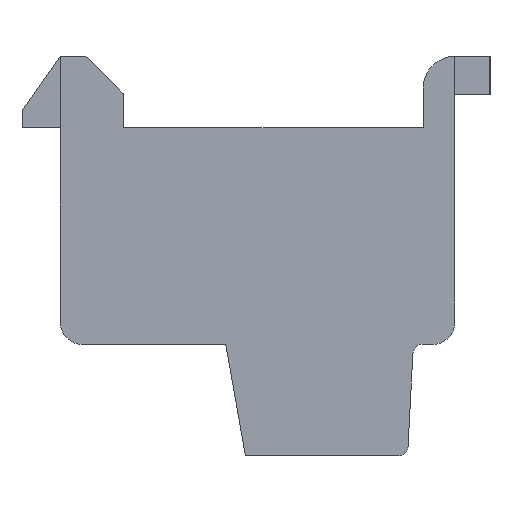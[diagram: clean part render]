
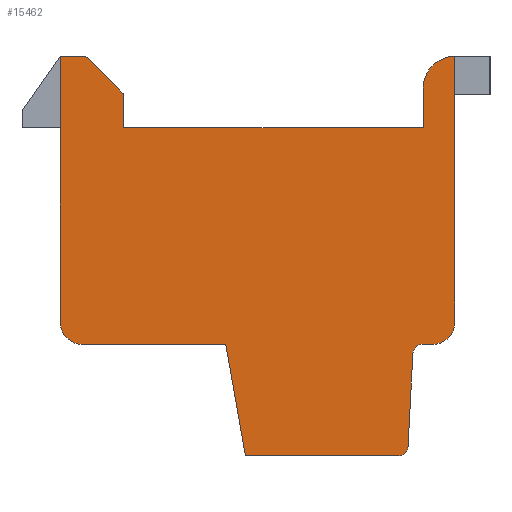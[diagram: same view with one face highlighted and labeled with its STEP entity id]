
A CAD part, left-side view. The second image highlights one B-rep face of the part: STEP entity #15462.
In plain terms, the highlighted planar face has unit normal (-1, 0, 0).
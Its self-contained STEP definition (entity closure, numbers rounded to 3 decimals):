
#1=CARTESIAN_POINT('',(0.,-5.55,-2.075));
#2=DIRECTION('',(1.,0.,0.));
#3=DIRECTION('',(0.,-1.,0.));
#4=AXIS2_PLACEMENT_3D('',#1,#2,#3);
#6=DIRECTION('',(0.,1.,0.));
#7=VECTOR('',#6,0.323);
#8=CARTESIAN_POINT('',(0.,-5.55,-2.775));
#9=LINE('',#8,#7);
#10=CARTESIAN_POINT('',(0.,-5.227,-3.075));
#11=DIRECTION('',(-1.,0.,0.));
#12=DIRECTION('',(0.,0.,1.));
#13=AXIS2_PLACEMENT_3D('',#10,#11,#12);
#15=DIRECTION('',(0.,0.052,-0.999));
#16=VECTOR('',#15,2.904);
#17=CARTESIAN_POINT('',(0.,-4.927,-3.075));
#18=LINE('',#17,#16);
#19=CARTESIAN_POINT('',(0.,-4.475,-5.975));
#20=DIRECTION('',(1.,0.,0.));
#21=DIRECTION('',(0.,-1.,0.));
#22=AXIS2_PLACEMENT_3D('',#19,#20,#21);
#24=DIRECTION('',(0.,1.,0.));
#25=VECTOR('',#24,4.808);
#26=CARTESIAN_POINT('',(0.,-4.475,-6.275));
#27=LINE('',#26,#25);
#28=DIRECTION('',(0.,0.174,0.985));
#29=VECTOR('',#28,3.554);
#30=CARTESIAN_POINT('',(0.,0.333,-6.275));
#31=LINE('',#30,#29);
#32=DIRECTION('',(0.,1.,0.));
#33=VECTOR('',#32,4.5);
#34=CARTESIAN_POINT('',(0.,0.95,-2.775));
#35=LINE('',#34,#33);
#36=CARTESIAN_POINT('',(0.,5.45,-2.075));
#37=DIRECTION('',(1.,0.,0.));
#38=DIRECTION('',(0.,0.,-1.));
#39=AXIS2_PLACEMENT_3D('',#36,#37,#38);
#41=CARTESIAN_POINT('',(0.,6.072,6.125));
#42=DIRECTION('',(1.,0.,0.));
#43=DIRECTION('',(0.,0.521,0.854));
#44=AXIS2_PLACEMENT_3D('',#41,#42,#43);
#46=DIRECTION('',(0.,-1.,0.));
#47=VECTOR('',#46,0.66);
#48=CARTESIAN_POINT('',(0.,6.072,6.275));
#49=LINE('',#48,#47);
#50=CARTESIAN_POINT('',(0.,5.412,6.125));
#51=DIRECTION('',(1.,0.,0.));
#52=DIRECTION('',(0.,0.,1.));
#53=AXIS2_PLACEMENT_3D('',#50,#51,#52);
#55=DIRECTION('',(0.,-0.707,-0.707));
#56=VECTOR('',#55,1.573);
#57=CARTESIAN_POINT('',(0.,5.306,6.231));
#58=LINE('',#57,#56);
#59=CARTESIAN_POINT('',(0.,4.3,5.013));
#60=DIRECTION('',(1.,0.,0.));
#61=DIRECTION('',(0.,-0.707,0.707));
#62=AXIS2_PLACEMENT_3D('',#59,#60,#61);
#64=DIRECTION('',(0.,0.,-1.));
#65=VECTOR('',#64,0.988);
#66=CARTESIAN_POINT('',(0.,4.15,5.013));
#67=LINE('',#66,#65);
#68=DIRECTION('',(0.,-1.,0.));
#69=VECTOR('',#68,9.4);
#70=CARTESIAN_POINT('',(0.,4.15,4.025));
#71=LINE('',#70,#69);
#72=DIRECTION('',(0.,0.,1.));
#73=VECTOR('',#72,1.25);
#74=CARTESIAN_POINT('',(0.,-5.25,4.025));
#75=LINE('',#74,#73);
#76=CARTESIAN_POINT('',(0.,-6.25,5.275));
#77=DIRECTION('',(1.,0.,0.));
#78=DIRECTION('',(0.,1.,0.));
#79=AXIS2_PLACEMENT_3D('',#76,#77,#78);
#385=DIRECTION('',(0.,0.,1.));
#386=VECTOR('',#385,8.35);
#387=CARTESIAN_POINT('',(0.,-6.25,-2.075));
#388=LINE('',#387,#386);
#7099=DIRECTION('',(0.,0.,-1.));
#7100=VECTOR('',#7099,8.328);
#7101=CARTESIAN_POINT('',(0.,6.15,6.253));
#7102=LINE('',#7101,#7100);
#11747=CARTESIAN_POINT('',(0.,6.072,6.275));
#11748=CARTESIAN_POINT('',(0.,5.412,6.275));
#11749=VERTEX_POINT('',#11747);
#11750=VERTEX_POINT('',#11748);
#11751=CARTESIAN_POINT('',(0.,5.306,6.231));
#11752=VERTEX_POINT('',#11751);
#11753=CARTESIAN_POINT('',(0.,4.194,5.119));
#11754=VERTEX_POINT('',#11753);
#11755=CARTESIAN_POINT('',(0.,4.15,5.013));
#11756=VERTEX_POINT('',#11755);
#11757=CARTESIAN_POINT('',(0.,4.15,4.025));
#11758=VERTEX_POINT('',#11757);
#11759=CARTESIAN_POINT('',(0.,-5.25,4.025));
#11760=VERTEX_POINT('',#11759);
#11761=CARTESIAN_POINT('',(0.,-5.25,5.275));
#11762=VERTEX_POINT('',#11761);
#11763=CARTESIAN_POINT('',(0.,-6.25,-2.075));
#11764=CARTESIAN_POINT('',(0.,-5.55,-2.775));
#11765=VERTEX_POINT('',#11763);
#11766=VERTEX_POINT('',#11764);
#11767=CARTESIAN_POINT('',(0.,-5.227,-2.775));
#11768=VERTEX_POINT('',#11767);
#11769=CARTESIAN_POINT('',(0.,-4.927,-3.075));
#11770=VERTEX_POINT('',#11769);
#11771=CARTESIAN_POINT('',(0.,-4.775,-5.975));
#11772=VERTEX_POINT('',#11771);
#11773=CARTESIAN_POINT('',(0.,-4.475,-6.275));
#11774=VERTEX_POINT('',#11773);
#11775=CARTESIAN_POINT('',(0.,0.333,-6.275));
#11776=VERTEX_POINT('',#11775);
#11777=CARTESIAN_POINT('',(0.,0.95,-2.775));
#11778=VERTEX_POINT('',#11777);
#11779=CARTESIAN_POINT('',(0.,5.45,-2.775));
#11780=VERTEX_POINT('',#11779);
#11781=CARTESIAN_POINT('',(0.,6.15,-2.075));
#11782=VERTEX_POINT('',#11781);
#12767=CARTESIAN_POINT('',(0.,6.15,6.253));
#12768=VERTEX_POINT('',#12767);
#12771=CARTESIAN_POINT('',(0.,-6.25,6.275));
#12772=VERTEX_POINT('',#12771);
#15415=CARTESIAN_POINT('',(0.,0.,0.));
#15416=DIRECTION('',(1.,0.,0.));
#15417=DIRECTION('',(0.,-1.,0.));
#15418=AXIS2_PLACEMENT_3D('',#15415,#15416,#15417);
#15419=PLANE('',#15418);
#15421=ORIENTED_EDGE('',*,*,#15420,.F.);
#15423=ORIENTED_EDGE('',*,*,#15422,.T.);
#15425=ORIENTED_EDGE('',*,*,#15424,.T.);
#15427=ORIENTED_EDGE('',*,*,#15426,.T.);
#15429=ORIENTED_EDGE('',*,*,#15428,.T.);
#15431=ORIENTED_EDGE('',*,*,#15430,.T.);
#15433=ORIENTED_EDGE('',*,*,#15432,.T.);
#15435=ORIENTED_EDGE('',*,*,#15434,.T.);
#15437=ORIENTED_EDGE('',*,*,#15436,.T.);
#15439=ORIENTED_EDGE('',*,*,#15438,.T.);
#15441=ORIENTED_EDGE('',*,*,#15440,.F.);
#15443=ORIENTED_EDGE('',*,*,#15442,.T.);
#15445=ORIENTED_EDGE('',*,*,#15444,.T.);
#15447=ORIENTED_EDGE('',*,*,#15446,.T.);
#15449=ORIENTED_EDGE('',*,*,#15448,.T.);
#15451=ORIENTED_EDGE('',*,*,#15450,.T.);
#15453=ORIENTED_EDGE('',*,*,#15452,.T.);
#15455=ORIENTED_EDGE('',*,*,#15454,.T.);
#15457=ORIENTED_EDGE('',*,*,#15456,.T.);
#15459=ORIENTED_EDGE('',*,*,#15458,.T.);
#15460=EDGE_LOOP('',(#15421,#15423,#15425,#15427,#15429,#15431,#15433,#15435,
#15437,#15439,#15441,#15443,#15445,#15447,#15449,#15451,#15453,#15455,#15457,
#15459));
#15461=FACE_OUTER_BOUND('',#15460,.F.);
#15462=ADVANCED_FACE('',(#15461),#15419,.F.);
#5=CIRCLE('',#4,0.7);
#14=CIRCLE('',#13,0.3);
#23=CIRCLE('',#22,0.3);
#40=CIRCLE('',#39,0.7);
#45=CIRCLE('',#44,0.15);
#54=CIRCLE('',#53,0.15);
#63=CIRCLE('',#62,0.15);
#80=CIRCLE('',#79,1.);
#15420=EDGE_CURVE('',#11765,#12772,#388,.T.);
#15422=EDGE_CURVE('',#11765,#11766,#5,.T.);
#15424=EDGE_CURVE('',#11766,#11768,#9,.T.);
#15426=EDGE_CURVE('',#11768,#11770,#14,.T.);
#15428=EDGE_CURVE('',#11770,#11772,#18,.T.);
#15430=EDGE_CURVE('',#11772,#11774,#23,.T.);
#15432=EDGE_CURVE('',#11774,#11776,#27,.T.);
#15434=EDGE_CURVE('',#11776,#11778,#31,.T.);
#15436=EDGE_CURVE('',#11778,#11780,#35,.T.);
#15438=EDGE_CURVE('',#11780,#11782,#40,.T.);
#15440=EDGE_CURVE('',#12768,#11782,#7102,.T.);
#15442=EDGE_CURVE('',#12768,#11749,#45,.T.);
#15444=EDGE_CURVE('',#11749,#11750,#49,.T.);
#15446=EDGE_CURVE('',#11750,#11752,#54,.T.);
#15448=EDGE_CURVE('',#11752,#11754,#58,.T.);
#15450=EDGE_CURVE('',#11754,#11756,#63,.T.);
#15452=EDGE_CURVE('',#11756,#11758,#67,.T.);
#15454=EDGE_CURVE('',#11758,#11760,#71,.T.);
#15456=EDGE_CURVE('',#11760,#11762,#75,.T.);
#15458=EDGE_CURVE('',#11762,#12772,#80,.T.);
